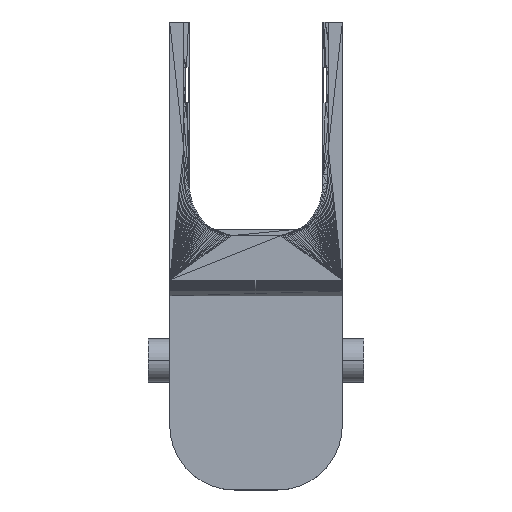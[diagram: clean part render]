
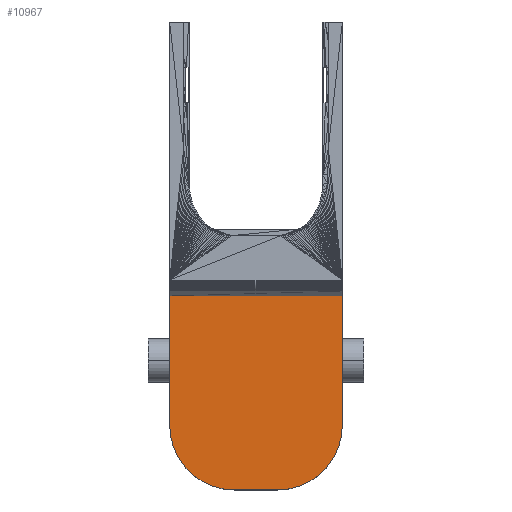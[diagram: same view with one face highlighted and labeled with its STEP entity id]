
A CAD part, top view. The second image highlights one B-rep face of the part: STEP entity #10967.
In plain terms, the highlighted planar face has unit normal (0, 0, 1).
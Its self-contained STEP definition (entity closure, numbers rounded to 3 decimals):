
#13 = CIRCLE ( 'NONE', #15664, 30. ) ;
#204 = VECTOR ( 'NONE', #11822, 1000. ) ;
#251 = DIRECTION ( 'NONE',  ( 1., 0., 0. ) ) ;
#748 = LINE ( 'NONE', #1032, #204 ) ;
#810 = DIRECTION ( 'NONE',  ( 0., 0., 1. ) ) ;
#1032 = CARTESIAN_POINT ( 'NONE',  ( -40., -78.4, 34. ) ) ;
#1493 = DIRECTION ( 'NONE',  ( 0., -1., 0. ) ) ;
#2952 = CARTESIAN_POINT ( 'NONE',  ( 40., -108.4, 34. ) ) ;
#3042 = VECTOR ( 'NONE', #8090, 1000. ) ;
#3107 = CARTESIAN_POINT ( 'NONE',  ( -40., -78.4, 34. ) ) ;
#3660 = CARTESIAN_POINT ( 'NONE',  ( 40., -78.4, 34. ) ) ;
#3792 = ORIENTED_EDGE ( 'NONE', *, *, #6632, .F. ) ;
#4823 = EDGE_CURVE ( 'NONE', #25261, #19566, #14580, .T. ) ;
#4841 = DIRECTION ( 'NONE',  ( 0., -1., 0. ) ) ;
#4843 = EDGE_CURVE ( 'NONE', #6087, #19575, #16454, .T. ) ;
#4983 = DIRECTION ( 'NONE',  ( 0., 0., 1. ) ) ;
#5078 = ORIENTED_EDGE ( 'NONE', *, *, #4843, .F. ) ;
#6087 = VERTEX_POINT ( 'NONE', #6810 ) ;
#6204 = ORIENTED_EDGE ( 'NONE', *, *, #4823, .T. ) ;
#6632 = EDGE_CURVE ( 'NONE', #14254, #6087, #17660, .T. ) ;
#6727 = CARTESIAN_POINT ( 'NONE',  ( -40., -78.4, 34. ) ) ;
#6810 = CARTESIAN_POINT ( 'NONE',  ( 40., -78.4, 34. ) ) ;
#7261 = VECTOR ( 'NONE', #26832, 1000. ) ;
#7281 = PLANE ( 'NONE',  #10492 ) ;
#7476 = ORIENTED_EDGE ( 'NONE', *, *, #19946, .T. ) ;
#8090 = DIRECTION ( 'NONE',  ( 1., 0., 0. ) ) ;
#8201 = EDGE_CURVE ( 'NONE', #19575, #24784, #13592, .T. ) ;
#9561 = DIRECTION ( 'NONE',  ( 0., -1., 0. ) ) ;
#10492 = AXIS2_PLACEMENT_3D ( 'NONE', #24850, #810, #9561 ) ;
#10496 = EDGE_LOOP ( 'NONE', ( #7476, #24465, #17401, #6204, #10931, #28338, #5078, #3792 ) ) ;
#10931 = ORIENTED_EDGE ( 'NONE', *, *, #11833, .T. ) ;
#10967 = ADVANCED_FACE ( 'NONE', ( #22563 ), #7281, .T. ) ;
#11424 = CARTESIAN_POINT ( 'NONE',  ( 40., -78.4, 34. ) ) ;
#11591 = VERTEX_POINT ( 'NONE', #26372 ) ;
#11822 = DIRECTION ( 'NONE',  ( 0., -1., 0. ) ) ;
#11833 = EDGE_CURVE ( 'NONE', #19566, #24784, #15138, .T. ) ;
#13229 = VECTOR ( 'NONE', #25118, 1000. ) ;
#13592 = LINE ( 'NONE', #11424, #7261 ) ;
#14023 = CARTESIAN_POINT ( 'NONE',  ( 10., -168.4, 34. ) ) ;
#14254 = VERTEX_POINT ( 'NONE', #19640 ) ;
#14535 = DIRECTION ( 'NONE',  ( 0., 0., 1. ) ) ;
#14580 = LINE ( 'NONE', #18908, #3042 ) ;
#14608 = VECTOR ( 'NONE', #251, 1000. ) ;
#14658 = CARTESIAN_POINT ( 'NONE',  ( -10., -168.4, 34. ) ) ;
#14879 = CARTESIAN_POINT ( 'NONE',  ( -40., -108.4, 34. ) ) ;
#15138 = CIRCLE ( 'NONE', #25720, 30. ) ;
#15664 = AXIS2_PLACEMENT_3D ( 'NONE', #22967, #4983, #4841 ) ;
#16454 = LINE ( 'NONE', #3660, #26015 ) ;
#17401 = ORIENTED_EDGE ( 'NONE', *, *, #23106, .T. ) ;
#17660 = LINE ( 'NONE', #6727, #14608 ) ;
#18179 = VERTEX_POINT ( 'NONE', #14879 ) ;
#18581 = CARTESIAN_POINT ( 'NONE',  ( 10., -138.4, 34. ) ) ;
#18908 = CARTESIAN_POINT ( 'NONE',  ( -40., -168.4, 34. ) ) ;
#19566 = VERTEX_POINT ( 'NONE', #14023 ) ;
#19575 = VERTEX_POINT ( 'NONE', #2952 ) ;
#19640 = CARTESIAN_POINT ( 'NONE',  ( -40., -78.4, 34. ) ) ;
#19946 = EDGE_CURVE ( 'NONE', #14254, #18179, #748, .T. ) ;
#21761 = CARTESIAN_POINT ( 'NONE',  ( 40., -138.4, 34. ) ) ;
#21895 = EDGE_CURVE ( 'NONE', #18179, #11591, #22826, .T. ) ;
#22563 = FACE_OUTER_BOUND ( 'NONE', #10496, .T. ) ;
#22826 = LINE ( 'NONE', #3107, #13229 ) ;
#22967 = CARTESIAN_POINT ( 'NONE',  ( -10., -138.4, 34. ) ) ;
#23106 = EDGE_CURVE ( 'NONE', #11591, #25261, #13, .T. ) ;
#24465 = ORIENTED_EDGE ( 'NONE', *, *, #21895, .T. ) ;
#24784 = VERTEX_POINT ( 'NONE', #21761 ) ;
#24850 = CARTESIAN_POINT ( 'NONE',  ( -40., -78.4, 34. ) ) ;
#25118 = DIRECTION ( 'NONE',  ( 0., -1., 0. ) ) ;
#25261 = VERTEX_POINT ( 'NONE', #14658 ) ;
#25720 = AXIS2_PLACEMENT_3D ( 'NONE', #18581, #14535, #27779 ) ;
#26015 = VECTOR ( 'NONE', #1493, 1000. ) ;
#26372 = CARTESIAN_POINT ( 'NONE',  ( -40., -138.4, 34. ) ) ;
#26832 = DIRECTION ( 'NONE',  ( 0., -1., 0. ) ) ;
#27779 = DIRECTION ( 'NONE',  ( 0., -1., 0. ) ) ;
#28338 = ORIENTED_EDGE ( 'NONE', *, *, #8201, .F. ) ;
